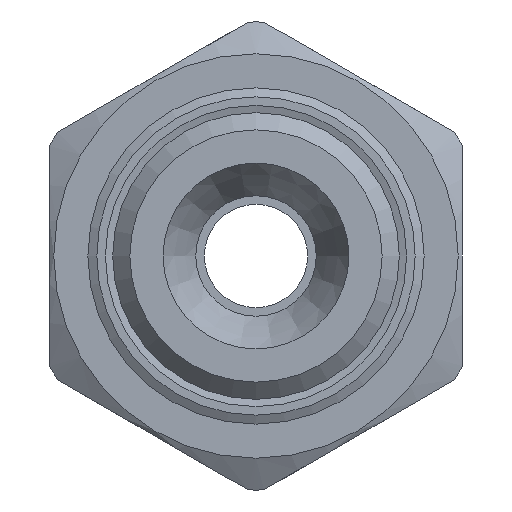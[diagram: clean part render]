
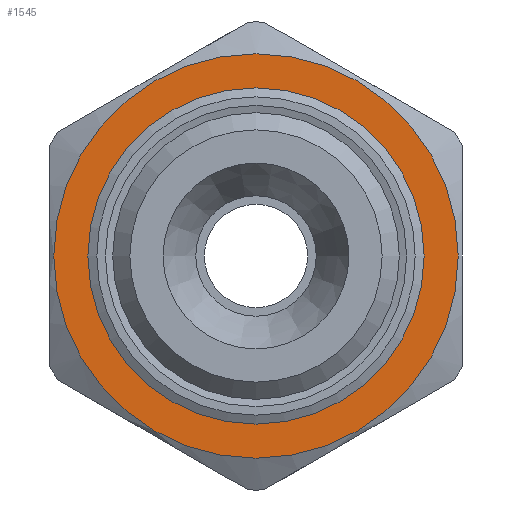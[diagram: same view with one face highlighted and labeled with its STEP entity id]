
A CAD part, left-side view. The second image highlights one B-rep face of the part: STEP entity #1545.
In plain terms, the highlighted planar face has unit normal (-1, 0, 0).
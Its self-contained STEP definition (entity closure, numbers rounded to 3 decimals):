
#76=FACE_BOUND('',#355,.T.);
#115=PLANE('',#1740);
#269=FACE_OUTER_BOUND('',#354,.T.);
#354=EDGE_LOOP('',(#1407,#1408));
#355=EDGE_LOOP('',(#1409,#1410));
#618=CIRCLE('',#1738,9.77);
#619=CIRCLE('',#1739,9.77);
#620=CIRCLE('',#1741,11.75);
#621=CIRCLE('',#1742,11.75);
#772=VERTEX_POINT('',#2706);
#773=VERTEX_POINT('',#2707);
#774=VERTEX_POINT('',#2712);
#775=VERTEX_POINT('',#2713);
#990=EDGE_CURVE('',#772,#773,#618,.T.);
#991=EDGE_CURVE('',#773,#772,#619,.T.);
#993=EDGE_CURVE('',#774,#775,#620,.T.);
#994=EDGE_CURVE('',#775,#774,#621,.T.);
#1407=ORIENTED_EDGE('',*,*,#993,.F.);
#1408=ORIENTED_EDGE('',*,*,#994,.F.);
#1409=ORIENTED_EDGE('',*,*,#990,.T.);
#1410=ORIENTED_EDGE('',*,*,#991,.T.);
#1545=ADVANCED_FACE('',(#269,#76),#115,.T.);
#1738=AXIS2_PLACEMENT_3D('',#2708,#2166,#2167);
#1739=AXIS2_PLACEMENT_3D('',#2709,#2168,#2169);
#1740=AXIS2_PLACEMENT_3D('',#2711,#2171,#2172);
#1741=AXIS2_PLACEMENT_3D('',#2714,#2173,#2174);
#1742=AXIS2_PLACEMENT_3D('',#2715,#2175,#2176);
#2166=DIRECTION('center_axis',(1.,0.,0.));
#2167=DIRECTION('ref_axis',(0.,1.,0.));
#2168=DIRECTION('center_axis',(1.,0.,0.));
#2169=DIRECTION('ref_axis',(0.,1.,0.));
#2171=DIRECTION('center_axis',(-1.,0.,0.));
#2172=DIRECTION('ref_axis',(0.,0.,1.));
#2173=DIRECTION('center_axis',(1.,0.,0.));
#2174=DIRECTION('ref_axis',(0.,1.,0.));
#2175=DIRECTION('center_axis',(1.,0.,0.));
#2176=DIRECTION('ref_axis',(0.,1.,0.));
#2706=CARTESIAN_POINT('',(10.3,9.77,0.));
#2707=CARTESIAN_POINT('',(10.3,-9.77,0.));
#2708=CARTESIAN_POINT('Origin',(10.3,0.,0.));
#2709=CARTESIAN_POINT('Origin',(10.3,0.,0.));
#2711=CARTESIAN_POINT('Origin',(10.3,10.76,0.));
#2712=CARTESIAN_POINT('',(10.3,11.75,0.));
#2713=CARTESIAN_POINT('',(10.3,-11.75,0.));
#2714=CARTESIAN_POINT('Origin',(10.3,0.,0.));
#2715=CARTESIAN_POINT('Origin',(10.3,0.,0.));
